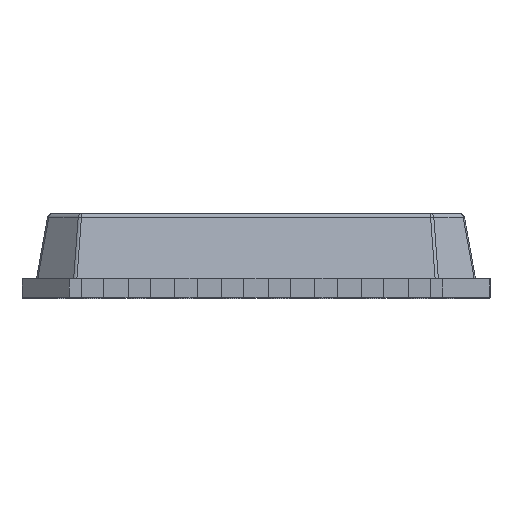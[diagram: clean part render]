
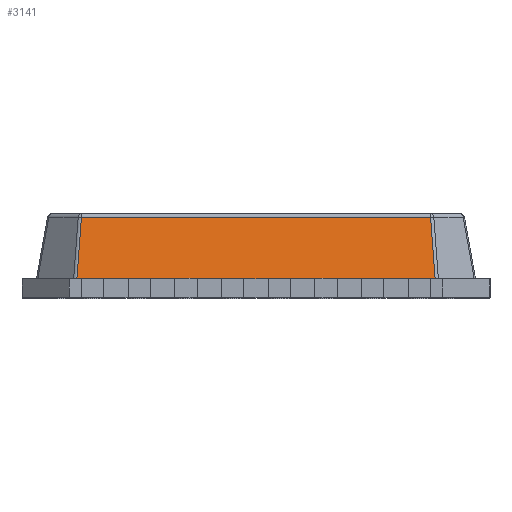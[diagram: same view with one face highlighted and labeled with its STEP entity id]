
A CAD part, top view. The second image highlights one B-rep face of the part: STEP entity #3141.
In plain terms, the highlighted planar face has unit normal (0, 0.176, 0.984).
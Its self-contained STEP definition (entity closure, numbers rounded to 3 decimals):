
#288 = EDGE_CURVE ( 'NONE', #3574, #3493, #6271, .T. ) ;
#441 = EDGE_CURVE ( 'NONE', #3493, #2906, #6512, .T. ) ;
#442 = EDGE_CURVE ( 'NONE', #2906, #2945, #6514, .T. ) ;
#443 = EDGE_CURVE ( 'NONE', #2945, #3574, #6516, .T. ) ;
#2793 = EDGE_LOOP ( 'NONE', ( #3766, #3767, #3768, #3769 ) ) ;
#2906 = VERTEX_POINT ( 'NONE', #9724 ) ;
#2945 = VERTEX_POINT ( 'NONE', #9765 ) ;
#3141 = ADVANCED_FACE ( 'NONE', ( #11905 ), #12442, .F. ) ;
#3493 = VERTEX_POINT ( 'NONE', #13894 ) ;
#3574 = VERTEX_POINT ( 'NONE', #13975 ) ;
#3766 = ORIENTED_EDGE ( 'NONE', *, *, #288, .T. ) ;
#3767 = ORIENTED_EDGE ( 'NONE', *, *, #441, .T. ) ;
#3768 = ORIENTED_EDGE ( 'NONE', *, *, #442, .T. ) ;
#3769 = ORIENTED_EDGE ( 'NONE', *, *, #443, .T. ) ;
#5944 = CARTESIAN_POINT ( 'NONE',  ( -1.938, 0.2, 2.35 ) ) ;
#5945 = DIRECTION ( 'NONE',  ( 1., 0., 0. ) ) ;
#6270 = VECTOR ( 'NONE', #5945, 1000. ) ;
#6271 = LINE ( 'NONE', #5944, #6270 ) ;
#6512 = LINE ( 'NONE', #6893, #6515 ) ;
#6514 = LINE ( 'NONE', #6895, #6517 ) ;
#6515 = VECTOR ( 'NONE', #6894, 1000. ) ;
#6516 = LINE ( 'NONE', #6897, #6519 ) ;
#6517 = VECTOR ( 'NONE', #6896, 1000. ) ;
#6519 = VECTOR ( 'NONE', #6898, 1000. ) ;
#6893 = CARTESIAN_POINT ( 'NONE',  ( 1.856, 1.033, 2.201 ) ) ;
#6894 = DIRECTION ( 'NONE',  ( -0.073, 0.982, -0.175 ) ) ;
#6895 = CARTESIAN_POINT ( 'NONE',  ( -1.886, 0.859, 2.232 ) ) ;
#6896 = DIRECTION ( 'NONE',  ( -1., 0., 0. ) ) ;
#6897 = CARTESIAN_POINT ( 'NONE',  ( -1.856, 1.033, 2.201 ) ) ;
#6898 = DIRECTION ( 'NONE',  ( -0.073, -0.982, 0.175 ) ) ;
#9724 = CARTESIAN_POINT ( 'NONE',  ( 1.869, 0.859, 2.232 ) ) ;
#9765 = CARTESIAN_POINT ( 'NONE',  ( -1.869, 0.859, 2.232 ) ) ;
#11905 = FACE_OUTER_BOUND ( 'NONE', #2793, .T. ) ;
#12442 = PLANE ( 'NONE',  #12753 ) ;
#12444 = CARTESIAN_POINT ( 'NONE',  ( 0., 0.9, 2.225 ) ) ;
#12449 = DIRECTION ( 'NONE',  ( 0., -0.176, -0.984 ) ) ;
#12450 = DIRECTION ( 'NONE',  ( 1., 0., 0. ) ) ;
#12753 = AXIS2_PLACEMENT_3D ( 'NONE', #12444, #12449, #12450 ) ;
#13894 = CARTESIAN_POINT ( 'NONE',  ( 1.917, 0.2, 2.35 ) ) ;
#13975 = CARTESIAN_POINT ( 'NONE',  ( -1.917, 0.2, 2.35 ) ) ;
